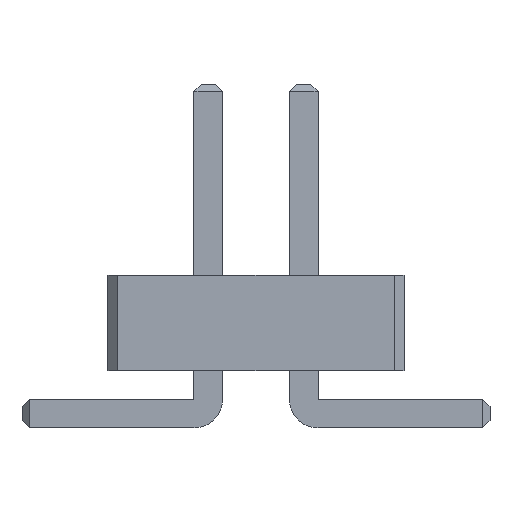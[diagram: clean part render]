
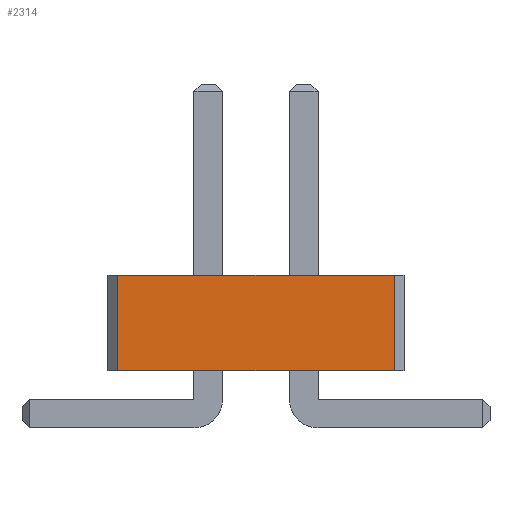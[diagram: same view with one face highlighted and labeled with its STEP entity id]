
A CAD part, front view. The second image highlights one B-rep face of the part: STEP entity #2314.
In plain terms, the highlighted planar face has unit normal (0, -1, 0).
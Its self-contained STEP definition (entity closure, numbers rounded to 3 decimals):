
#13=DIRECTION('',(0.,0.,1.));
#27=VECTOR('',#13,1.);
#67=DIRECTION('',(1.,0.,0.));
#2301=VERTEX_POINT('',#2302);
#2302=CARTESIAN_POINT('',(-1.45,-20.,1.6));
#2305=EDGE_CURVE('',#2306,#2301,#2308,.T.);
#2306=VERTEX_POINT('',#2307);
#2307=CARTESIAN_POINT('',(-1.45,-20.,0.6));
#2308=LINE('',#2307,#27);
#2314=ADVANCED_FACE('',(#2315),#2332,.F.);
#2315=FACE_BOUND('',#2316,.F.);
#2316=EDGE_LOOP('',(#2317,#2318,#2324,#2329));
#2317=ORIENTED_EDGE('',*,*,#2305,.T.);
#2318=ORIENTED_EDGE('',*,*,#2319,.T.);
#2319=EDGE_CURVE('',#2301,#2320,#2322,.T.);
#2320=VERTEX_POINT('',#2321);
#2321=CARTESIAN_POINT('',(1.45,-20.,1.6));
#2322=LINE('',#2302,#2323);
#2323=VECTOR('',#67,1.);
#2324=ORIENTED_EDGE('',*,*,#2325,.F.);
#2325=EDGE_CURVE('',#2326,#2320,#2328,.T.);
#2326=VERTEX_POINT('',#2327);
#2327=CARTESIAN_POINT('',(1.45,-20.,0.6));
#2328=LINE('',#2327,#27);
#2329=ORIENTED_EDGE('',*,*,#2330,.F.);
#2330=EDGE_CURVE('',#2306,#2326,#2331,.T.);
#2331=LINE('',#2307,#2323);
#2332=PLANE('',#2333);
#2333=AXIS2_PLACEMENT_3D('',#2307,#2334,#67);
#2334=DIRECTION('',(0.,1.,0.));
